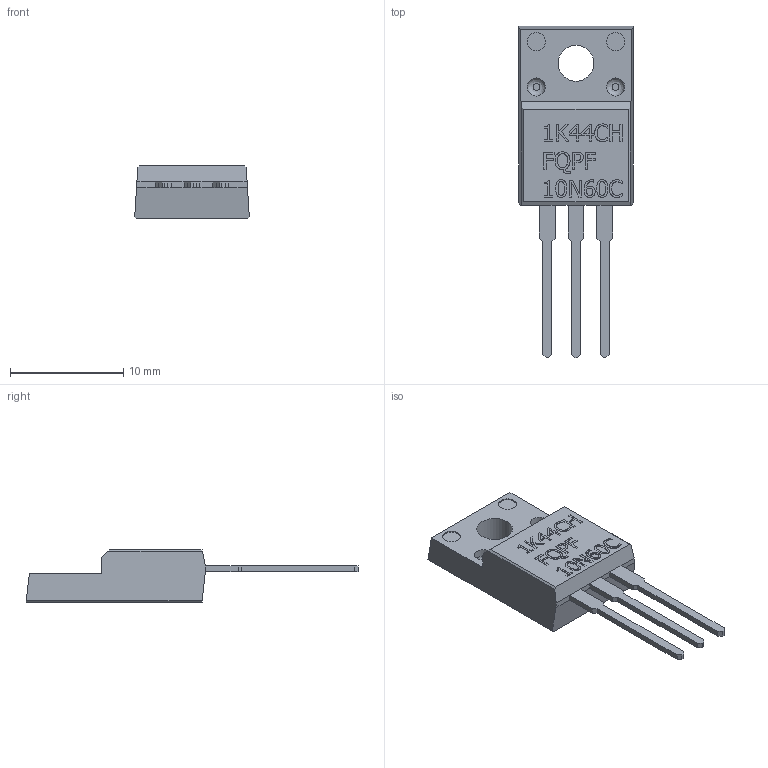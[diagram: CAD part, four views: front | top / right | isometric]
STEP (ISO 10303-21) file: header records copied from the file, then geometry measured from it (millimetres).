
FILE_DESCRIPTION(/* description */ (''),/* implementation_level */ '2;1');
FILE_NAME(/* name */ 'User Library-Transistors TO-220F.step',/* time_stamp */ '2024-03-30T03:34:10-04:00',/* author */ (''),/* organization */ (''),/* preprocessor_version */ 'ST-DEVELOPER v20',/* originating_system */ 'Autodesk Translation Framework v12.20.1.177',/* authorisation */ '');
FILE_SCHEMA (('AUTOMOTIVE_DESIGN { 1 0 10303 214 3 1 1 }'));
Length unit declared in the file: millimetre
Products named in the file (1): User Library-Transistors TO-220F
Bounding box: 10.14 x 29.37 x 4.72 mm (x, y, z)
Volume: 576.6 mm3; surface area: 646 mm2
Topology: 1 solids, 1 shells, 311 faces, 834 edges, 552 vertices
Faces by surface type: plane 201, bspline 105, cylinder 5
Full cylindrical faces by diameter (mm): 1.6 x4, 3.18 x1
Entity records: 10526 total; most frequent: CARTESIAN_POINT 3295, ORIENTED_EDGE 1668, DIRECTION 1058, EDGE_CURVE 834, LINE 612, VECTOR 612, VERTEX_POINT 552, EDGE_LOOP 340
